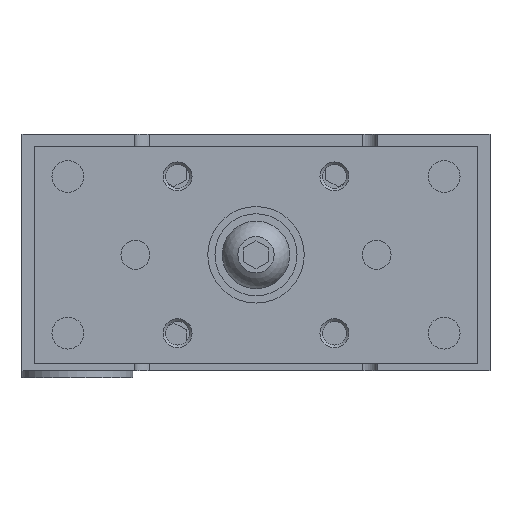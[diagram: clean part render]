
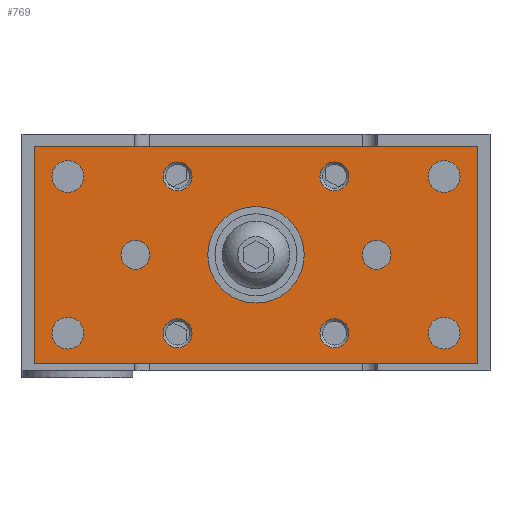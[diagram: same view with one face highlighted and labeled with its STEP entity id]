
A CAD part, left-side view. The second image highlights one B-rep face of the part: STEP entity #769.
In plain terms, the highlighted planar face has unit normal (-1, 0, 0).
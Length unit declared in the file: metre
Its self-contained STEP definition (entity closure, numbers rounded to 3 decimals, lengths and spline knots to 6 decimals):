
#769 = ADVANCED_FACE( '', ( #1847, #1848, #1849, #1850, #1851, #1852, #1853, #1854, #1855, #1856, #1857, #1858 ), #1859, .T. );
#1847 = FACE_OUTER_BOUND( '', #3229, .T. );
#1848 = FACE_BOUND( '', #3230, .T. );
#1849 = FACE_BOUND( '', #3231, .T. );
#1850 = FACE_BOUND( '', #3232, .T. );
#1851 = FACE_BOUND( '', #3233, .T. );
#1852 = FACE_BOUND( '', #3234, .T. );
#1853 = FACE_BOUND( '', #3235, .T. );
#1854 = FACE_BOUND( '', #3236, .T. );
#1855 = FACE_BOUND( '', #3237, .T. );
#1856 = FACE_BOUND( '', #3238, .T. );
#1857 = FACE_BOUND( '', #3239, .T. );
#1858 = FACE_BOUND( '', #3240, .T. );
#1859 = PLANE( '', #3241 );
#3229 = EDGE_LOOP( '', ( #5254, #5255, #5256, #5257 ) );
#3230 = EDGE_LOOP( '', ( #5258 ) );
#3231 = EDGE_LOOP( '', ( #5259 ) );
#3232 = EDGE_LOOP( '', ( #5260 ) );
#3233 = EDGE_LOOP( '', ( #5261 ) );
#3234 = EDGE_LOOP( '', ( #5262 ) );
#3235 = EDGE_LOOP( '', ( #5263 ) );
#3236 = EDGE_LOOP( '', ( #5264 ) );
#3237 = EDGE_LOOP( '', ( #5265 ) );
#3238 = EDGE_LOOP( '', ( #5266 ) );
#3239 = EDGE_LOOP( '', ( #5267 ) );
#3240 = EDGE_LOOP( '', ( #5268 ) );
#3241 = AXIS2_PLACEMENT_3D( '', #5269, #5270, #5271 );
#5254 = ORIENTED_EDGE( '', *, *, #7238, .T. );
#5255 = ORIENTED_EDGE( '', *, *, #7239, .T. );
#5256 = ORIENTED_EDGE( '', *, *, #6595, .T. );
#5257 = ORIENTED_EDGE( '', *, *, #7240, .T. );
#5258 = ORIENTED_EDGE( '', *, *, #7241, .T. );
#5259 = ORIENTED_EDGE( '', *, *, #7143, .F. );
#5260 = ORIENTED_EDGE( '', *, *, #7242, .F. );
#5261 = ORIENTED_EDGE( '', *, *, #7243, .T. );
#5262 = ORIENTED_EDGE( '', *, *, #7235, .T. );
#5263 = ORIENTED_EDGE( '', *, *, #7244, .F. );
#5264 = ORIENTED_EDGE( '', *, *, #6622, .T. );
#5265 = ORIENTED_EDGE( '', *, *, #7095, .F. );
#5266 = ORIENTED_EDGE( '', *, *, #7167, .F. );
#5267 = ORIENTED_EDGE( '', *, *, #7245, .T. );
#5268 = ORIENTED_EDGE( '', *, *, #7246, .T. );
#5269 = CARTESIAN_POINT( '', ( -0.019, -0.046, -0.0025 ) );
#5270 = DIRECTION( '', ( -1., 0., 0. ) );
#5271 = DIRECTION( '', ( 0., 0., 1. ) );
#6595 = EDGE_CURVE( '', #7598, #7596, #7599, .T. );
#6622 = EDGE_CURVE( '', #7645, #7645, #7646, .T. );
#7095 = EDGE_CURVE( '', #8411, #8411, #8412, .T. );
#7143 = EDGE_CURVE( '', #8481, #8481, #8482, .T. );
#7167 = EDGE_CURVE( '', #8518, #8518, #8519, .T. );
#7235 = EDGE_CURVE( '', #8614, #8614, #8615, .T. );
#7238 = EDGE_CURVE( '', #8619, #8620, #8621, .T. );
#7239 = EDGE_CURVE( '', #8620, #7598, #8622, .T. );
#7240 = EDGE_CURVE( '', #7596, #8619, #8623, .T. );
#7241 = EDGE_CURVE( '', #8624, #8624, #8625, .T. );
#7242 = EDGE_CURVE( '', #8626, #8626, #8627, .T. );
#7243 = EDGE_CURVE( '', #8628, #8628, #8629, .T. );
#7244 = EDGE_CURVE( '', #8630, #8630, #8631, .T. );
#7245 = EDGE_CURVE( '', #8632, #8632, #8633, .T. );
#7246 = EDGE_CURVE( '', #8634, #8634, #8635, .T. );
#7596 = VERTEX_POINT( '', #9052 );
#7598 = VERTEX_POINT( '', #9055 );
#7599 = LINE( '', #9056, #9057 );
#7645 = VERTEX_POINT( '', #9398 );
#7646 = CIRCLE( '', #9399, 0.003 );
#8411 = VERTEX_POINT( '', #10523 );
#8412 = CIRCLE( '', #10524, 0.003 );
#8481 = VERTEX_POINT( '', #10607 );
#8482 = CIRCLE( '', #10608, 0.0033 );
#8518 = VERTEX_POINT( '', #10682 );
#8519 = CIRCLE( '', #10683, 0.003 );
#8614 = VERTEX_POINT( '', #10832 );
#8615 = CIRCLE( '', #10833, 0.003 );
#8619 = VERTEX_POINT( '', #10837 );
#8620 = VERTEX_POINT( '', #10838 );
#8621 = LINE( '', #10839, #10840 );
#8622 = LINE( '', #10841, #10842 );
#8623 = LINE( '', #10843, #10844 );
#8624 = VERTEX_POINT( '', #10845 );
#8625 = CIRCLE( '', #10846, 0.0033 );
#8626 = VERTEX_POINT( '', #10847 );
#8627 = CIRCLE( '', #10848, 0.0033 );
#8628 = VERTEX_POINT( '', #10849 );
#8629 = CIRCLE( '', #10850, 0.0033 );
#8630 = VERTEX_POINT( '', #10851 );
#8631 = CIRCLE( '', #10852, 0.003 );
#8632 = VERTEX_POINT( '', #10853 );
#8633 = CIRCLE( '', #10854, 0.003 );
#8634 = VERTEX_POINT( '', #10855 );
#8635 = CIRCLE( '', #10856, 0.01 );
#9052 = CARTESIAN_POINT( '', ( -0.019, 0.046, -0.0475 ) );
#9055 = CARTESIAN_POINT( '', ( -0.019, 0.046, -0.0025 ) );
#9056 = CARTESIAN_POINT( '', ( -0.019, 0.046, -0.0025 ) );
#9057 = VECTOR( '', #11360, 1. );
#9398 = CARTESIAN_POINT( '', ( -0.019, 0.01925, -0.00875 ) );
#9399 = AXIS2_PLACEMENT_3D( '', #11391, #11392, #11393 );
#10523 = CARTESIAN_POINT( '', ( -0.019, -0.01925, -0.00875 ) );
#10524 = AXIS2_PLACEMENT_3D( '', #12017, #12018, #12019 );
#10607 = CARTESIAN_POINT( '', ( -0.019, -0.0357, -0.00875 ) );
#10608 = AXIS2_PLACEMENT_3D( '', #12076, #12077, #12078 );
#10682 = CARTESIAN_POINT( '', ( -0.019, 0.01925, -0.04125 ) );
#10683 = AXIS2_PLACEMENT_3D( '', #12111, #12112, #12113 );
#10832 = CARTESIAN_POINT( '', ( -0.019, 0.028, -0.025 ) );
#10833 = AXIS2_PLACEMENT_3D( '', #12186, #12187, #12188 );
#10837 = CARTESIAN_POINT( '', ( -0.019, -0.046, -0.0475 ) );
#10838 = CARTESIAN_POINT( '', ( -0.019, -0.046, -0.0025 ) );
#10839 = CARTESIAN_POINT( '', ( -0.019, -0.046, -0.0475 ) );
#10840 = VECTOR( '', #12192, 1. );
#10841 = CARTESIAN_POINT( '', ( -0.019, -0.046, -0.0025 ) );
#10842 = VECTOR( '', #12193, 1. );
#10843 = CARTESIAN_POINT( '', ( -0.019, 0.046, -0.0475 ) );
#10844 = VECTOR( '', #12194, 1. );
#10845 = CARTESIAN_POINT( '', ( -0.019, 0.0357, -0.00875 ) );
#10846 = AXIS2_PLACEMENT_3D( '', #12195, #12196, #12197 );
#10847 = CARTESIAN_POINT( '', ( -0.019, 0.0357, -0.04125 ) );
#10848 = AXIS2_PLACEMENT_3D( '', #12198, #12199, #12200 );
#10849 = CARTESIAN_POINT( '', ( -0.019, -0.0357, -0.04125 ) );
#10850 = AXIS2_PLACEMENT_3D( '', #12201, #12202, #12203 );
#10851 = CARTESIAN_POINT( '', ( -0.019, -0.028, -0.025 ) );
#10852 = AXIS2_PLACEMENT_3D( '', #12204, #12205, #12206 );
#10853 = CARTESIAN_POINT( '', ( -0.019, -0.01925, -0.04125 ) );
#10854 = AXIS2_PLACEMENT_3D( '', #12207, #12208, #12209 );
#10855 = CARTESIAN_POINT( '', ( -0.019, 0.01, -0.025 ) );
#10856 = AXIS2_PLACEMENT_3D( '', #12210, #12211, #12212 );
#11360 = DIRECTION( '', ( 0., 0., -1. ) );
#11391 = CARTESIAN_POINT( '', ( -0.019, 0.01625, -0.00875 ) );
#11392 = DIRECTION( '', ( 1., 0., 0. ) );
#11393 = DIRECTION( '', ( 0., 1., 0. ) );
#12017 = CARTESIAN_POINT( '', ( -0.019, -0.01625, -0.00875 ) );
#12018 = DIRECTION( '', ( -1., 0., 0. ) );
#12019 = DIRECTION( '', ( 0., -1., 0. ) );
#12076 = CARTESIAN_POINT( '', ( -0.019, -0.039, -0.00875 ) );
#12077 = DIRECTION( '', ( -1., 0., 0. ) );
#12078 = DIRECTION( '', ( 0., 1., 0. ) );
#12111 = CARTESIAN_POINT( '', ( -0.019, 0.01625, -0.04125 ) );
#12112 = DIRECTION( '', ( -1., 0., 0. ) );
#12113 = DIRECTION( '', ( 0., 1., 0. ) );
#12186 = CARTESIAN_POINT( '', ( -0.019, 0.025, -0.025 ) );
#12187 = DIRECTION( '', ( 1., 0., 0. ) );
#12188 = DIRECTION( '', ( 0., 1., 0. ) );
#12192 = DIRECTION( '', ( 0., 0., 1. ) );
#12193 = DIRECTION( '', ( 0., 1., 0. ) );
#12194 = DIRECTION( '', ( 0., -1., 0. ) );
#12195 = CARTESIAN_POINT( '', ( -0.019, 0.039, -0.00875 ) );
#12196 = DIRECTION( '', ( 1., 0., 0. ) );
#12197 = DIRECTION( '', ( 0., -1., 0. ) );
#12198 = CARTESIAN_POINT( '', ( -0.019, 0.039, -0.04125 ) );
#12199 = DIRECTION( '', ( -1., 0., 0. ) );
#12200 = DIRECTION( '', ( 0., -1., 0. ) );
#12201 = CARTESIAN_POINT( '', ( -0.019, -0.039, -0.04125 ) );
#12202 = DIRECTION( '', ( 1., 0., 0. ) );
#12203 = DIRECTION( '', ( 0., 1., 0. ) );
#12204 = CARTESIAN_POINT( '', ( -0.019, -0.025, -0.025 ) );
#12205 = DIRECTION( '', ( -1., 0., 0. ) );
#12206 = DIRECTION( '', ( 0., -1., 0. ) );
#12207 = CARTESIAN_POINT( '', ( -0.019, -0.01625, -0.04125 ) );
#12208 = DIRECTION( '', ( 1., 0., 0. ) );
#12209 = DIRECTION( '', ( 0., -1., 0. ) );
#12210 = CARTESIAN_POINT( '', ( -0.019, 0., -0.025 ) );
#12211 = DIRECTION( '', ( 1., 0., 0. ) );
#12212 = DIRECTION( '', ( 0., 1., 0. ) );
